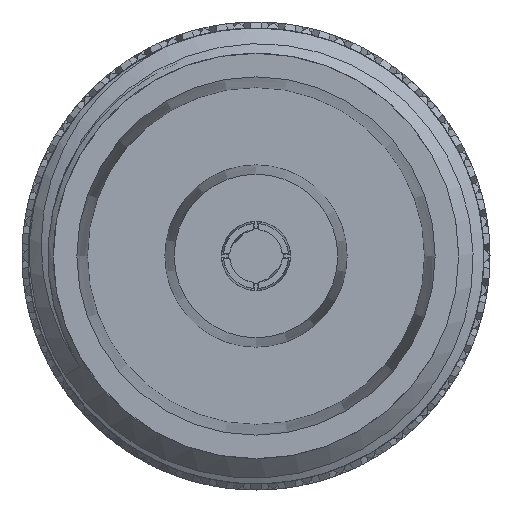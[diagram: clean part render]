
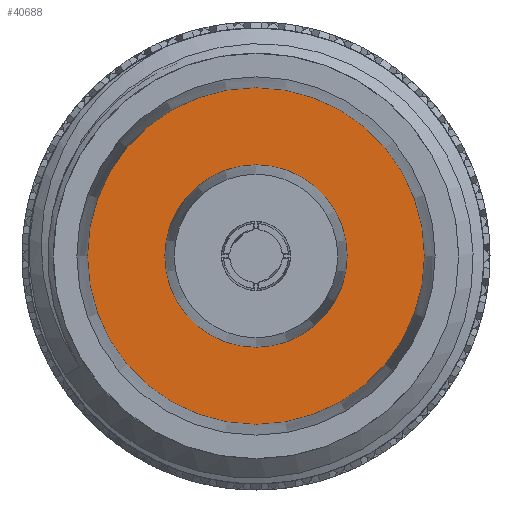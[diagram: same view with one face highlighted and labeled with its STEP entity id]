
A CAD part, left-side view. The second image highlights one B-rep face of the part: STEP entity #40688.
In plain terms, the highlighted planar face has unit normal (-1, 0, 0).
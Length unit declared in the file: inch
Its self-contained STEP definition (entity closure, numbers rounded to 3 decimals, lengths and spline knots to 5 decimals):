
#5395 = DIRECTION ( 'NONE',  ( 0., 1., 0. ) ) ;
#5911 = VERTEX_POINT ( 'NONE', #17051 ) ;
#9648 = CARTESIAN_POINT ( 'NONE',  ( 0.59597, 0., 0. ) ) ;
#10386 = AXIS2_PLACEMENT_3D ( 'NONE', #9648, #15902, #45305 ) ;
#15856 = EDGE_LOOP ( 'NONE', ( #40328 ) ) ;
#15902 = DIRECTION ( 'NONE',  ( -1., 0., 0. ) ) ;
#17051 = CARTESIAN_POINT ( 'NONE',  ( 0.59597, 0., -0.14994 ) ) ;
#23007 = EDGE_CURVE ( 'NONE', #5911, #5911, #57842, .T. ) ;
#23585 = DIRECTION ( 'NONE',  ( -1., 0., 0. ) ) ;
#26532 = DIRECTION ( 'NONE',  ( -1., 0., 0. ) ) ;
#28299 = ORIENTED_EDGE ( 'NONE', *, *, #47039, .T. ) ;
#34957 = CARTESIAN_POINT ( 'NONE',  ( 0.59597, 0.27727, 0. ) ) ;
#39737 = CIRCLE ( 'NONE', #61154, 0.27727 ) ;
#40328 = ORIENTED_EDGE ( 'NONE', *, *, #23007, .F. ) ;
#40688 = ADVANCED_FACE ( 'NONE', ( #47490, #41932 ), #75738, .T. ) ;
#41877 = AXIS2_PLACEMENT_3D ( 'NONE', #63759, #26532, #67689 ) ;
#41932 = FACE_BOUND ( 'NONE', #15856, .T. ) ;
#45305 = DIRECTION ( 'NONE',  ( 0., 0., -1. ) ) ;
#47039 = EDGE_CURVE ( 'NONE', #53431, #53431, #39737, .T. ) ;
#47490 = FACE_OUTER_BOUND ( 'NONE', #72880, .T. ) ;
#53431 = VERTEX_POINT ( 'NONE', #34957 ) ;
#57842 = CIRCLE ( 'NONE', #10386, 0.14994 ) ;
#61154 = AXIS2_PLACEMENT_3D ( 'NONE', #71007, #23585, #5395 ) ;
#63759 = CARTESIAN_POINT ( 'NONE',  ( 0.59597, 0.27727, 0. ) ) ;
#67689 = DIRECTION ( 'NONE',  ( 0., 0., 1. ) ) ;
#71007 = CARTESIAN_POINT ( 'NONE',  ( 0.59597, 0., 0. ) ) ;
#72880 = EDGE_LOOP ( 'NONE', ( #28299 ) ) ;
#75738 = PLANE ( 'NONE',  #41877 ) ;
